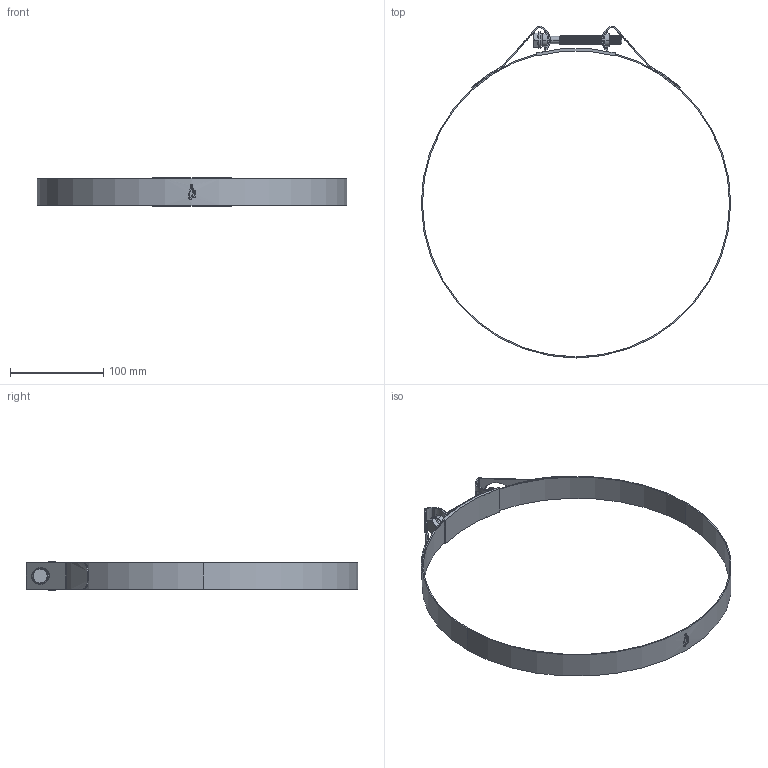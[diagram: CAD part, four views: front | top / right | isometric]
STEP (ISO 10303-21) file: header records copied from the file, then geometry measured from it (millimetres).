
FILE_DESCRIPTION (( 'STEP AP214' ), '1' );
FILE_NAME ('BBC-317-SUPRA-W5.step', '2025-06-05T15:33:53', ( '' ), ( '' ), 'SwSTEP 2.0', 'SolidWorks 2025', '' );
FILE_SCHEMA (( 'AUTOMOTIVE_DESIGN' ));
Length unit declared in the file: millimetre
Products named in the file (1): BBC-317-SUPRA-W5
Bounding box: 332.4 x 356.62 x 31 mm (x, y, z)
Volume: 52760.2 mm3; surface area: 83714.1 mm2
Topology: 5 solids, 5 shells, 380 faces, 1044 edges, 682 vertices
Faces by surface type: cylinder 243, bspline 58, plane 50, cone 29
Entity records: 38905 total; most frequent: CARTESIAN_POINT 30600, ORIENTED_EDGE 2088, DIRECTION 1266, EDGE_CURVE 1044, VERTEX_POINT 682, AXIS2_PLACEMENT_3D 446, EDGE_LOOP 400, FACE_OUTER_BOUND 380
